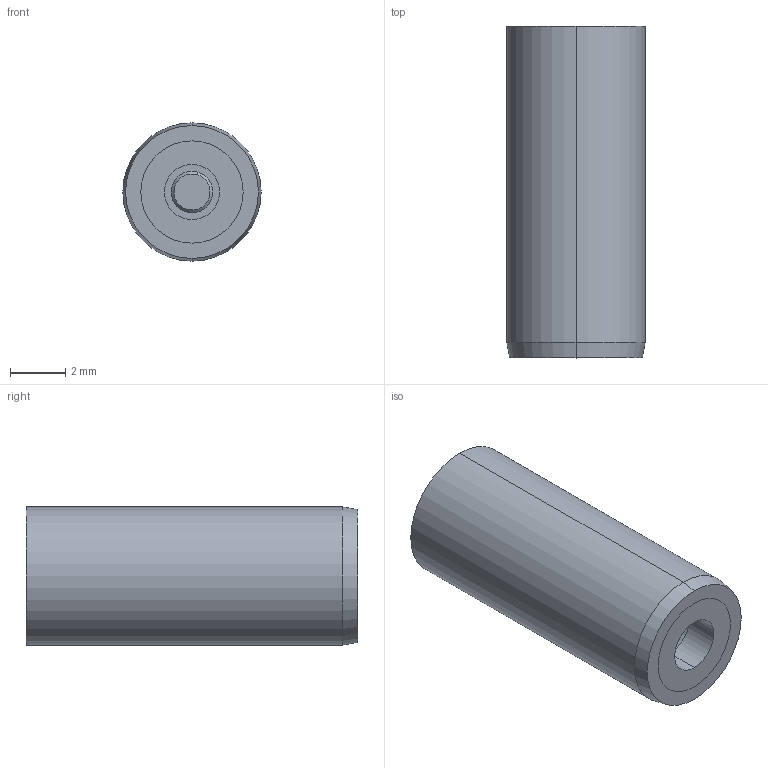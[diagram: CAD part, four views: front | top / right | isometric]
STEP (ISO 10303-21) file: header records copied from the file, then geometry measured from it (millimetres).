
FILE_DESCRIPTION (( 'STEP AP214' ), '1' );
FILE_NAME ('VA050412.STEP', '2013-06-27T11:19:01', ( '' ), ( '' ), 'SwSTEP 2.0', 'SolidWorks 2011', '' );
FILE_SCHEMA (( 'AUTOMOTIVE_DESIGN' ));
Length unit declared in the file: millimetre
Products named in the file (7): VA 050412-6; VA 050412-5; VA 050412-2; VA 050412-1; VA 050412-3 - comprimido; VA 050412-4; VA050412
Assembly tree (6 placements, depth 2):
  VA050412
    VA 050412-3 - comprimido
    VA 050412-4
    VA 050412-2
    VA 050412-1
    VA 050412-6
    VA 050412-5
Bounding box: 5 x 12 x 5 mm (x, y, z)
Volume: 202.3 mm3; surface area: 513.8 mm2
Topology: 6 solids, 6 shells, 82 faces, 174 edges, 110 vertices
Faces by surface type: plane 30, cylinder 26, cone 16, torus 8, bspline 2
Entity records: 3796 total; most frequent: CARTESIAN_POINT 1671, DIRECTION 412, ORIENTED_EDGE 348, AXIS2_PLACEMENT_3D 179, EDGE_CURVE 174, VERTEX_POINT 110, EDGE_LOOP 96, CIRCLE 90
